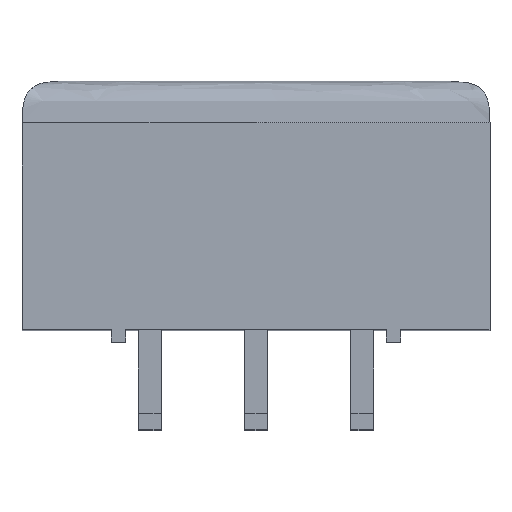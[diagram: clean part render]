
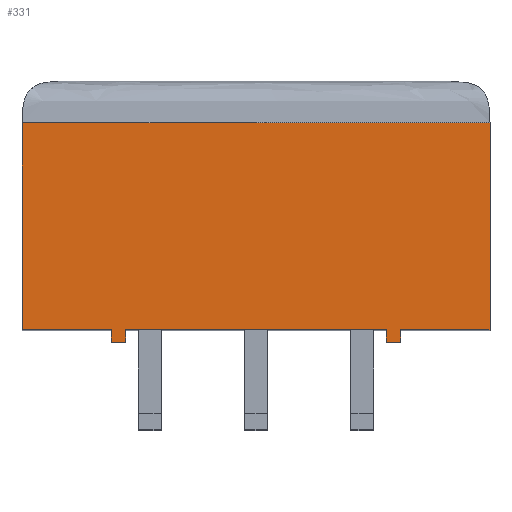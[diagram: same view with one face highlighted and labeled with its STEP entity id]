
A CAD part, top view. The second image highlights one B-rep face of the part: STEP entity #331.
In plain terms, the highlighted planar face has unit normal (0, 0, 1).
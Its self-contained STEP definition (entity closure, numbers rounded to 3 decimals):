
#18 = ORIENTED_EDGE ( 'NONE', *, *, #3253, .T. ) ;
#64 = DIRECTION ( 'NONE',  ( 0., 1., 0. ) ) ;
#116 = CARTESIAN_POINT ( 'NONE',  ( 5.6, 4.95, 6.2 ) ) ;
#184 = DIRECTION ( 'NONE',  ( 0., -1., 0. ) ) ;
#219 = VECTOR ( 'NONE', #5513, 1000. ) ;
#256 = VERTEX_POINT ( 'NONE', #3795 ) ;
#280 = VERTEX_POINT ( 'NONE', #927 ) ;
#331 = ADVANCED_FACE ( 'NONE', ( #1840 ), #3541, .F. ) ;
#388 = VECTOR ( 'NONE', #64, 1000. ) ;
#475 = VECTOR ( 'NONE', #4017, 1000. ) ;
#581 = DIRECTION ( 'NONE',  ( 1., 0., 0. ) ) ;
#588 = CARTESIAN_POINT ( 'NONE',  ( 3.461, -0.3, 6.2 ) ) ;
#677 = CARTESIAN_POINT ( 'NONE',  ( -5.6, 0., 6.2 ) ) ;
#679 = ORIENTED_EDGE ( 'NONE', *, *, #5250, .T. ) ;
#810 = CARTESIAN_POINT ( 'NONE',  ( -5.6, 0., 6.2 ) ) ;
#813 = CARTESIAN_POINT ( 'NONE',  ( -3.461, 0., 6.2 ) ) ;
#816 = LINE ( 'NONE', #3848, #388 ) ;
#882 = CARTESIAN_POINT ( 'NONE',  ( -5.6, 0., 6.2 ) ) ;
#927 = CARTESIAN_POINT ( 'NONE',  ( 3.119, 0., 6.2 ) ) ;
#957 = VERTEX_POINT ( 'NONE', #2169 ) ;
#983 = ORIENTED_EDGE ( 'NONE', *, *, #1017, .T. ) ;
#1017 = EDGE_CURVE ( 'NONE', #1842, #4955, #816, .T. ) ;
#1059 = DIRECTION ( 'NONE',  ( 0., -1., 0. ) ) ;
#1099 = DIRECTION ( 'NONE',  ( -1., 0., 0. ) ) ;
#1167 = EDGE_CURVE ( 'NONE', #256, #5436, #4424, .T. ) ;
#1235 = VERTEX_POINT ( 'NONE', #677 ) ;
#1267 = LINE ( 'NONE', #810, #219 ) ;
#1312 = EDGE_CURVE ( 'NONE', #1235, #4580, #1267, .T. ) ;
#1331 = CARTESIAN_POINT ( 'NONE',  ( -3.461, 0., 6.2 ) ) ;
#1365 = CARTESIAN_POINT ( 'NONE',  ( -5.6, 4.95, 6.2 ) ) ;
#1428 = CARTESIAN_POINT ( 'NONE',  ( -3.119, -0.3, 6.2 ) ) ;
#1461 = DIRECTION ( 'NONE',  ( 0., 0., -1. ) ) ;
#1550 = LINE ( 'NONE', #4953, #2772 ) ;
#1570 = EDGE_CURVE ( 'NONE', #3650, #3820, #4582, .T. ) ;
#1738 = ORIENTED_EDGE ( 'NONE', *, *, #4840, .F. ) ;
#1789 = VECTOR ( 'NONE', #1059, 1000. ) ;
#1793 = LINE ( 'NONE', #1331, #4994 ) ;
#1840 = FACE_OUTER_BOUND ( 'NONE', #2006, .T. ) ;
#1842 = VERTEX_POINT ( 'NONE', #1428 ) ;
#2006 = EDGE_LOOP ( 'NONE', ( #4366, #2297, #18, #4251, #679, #3509, #983, #2401, #5114, #3644, #1738, #5012 ) ) ;
#2043 = CARTESIAN_POINT ( 'NONE',  ( 5.6, 0., 6.2 ) ) ;
#2073 = LINE ( 'NONE', #2862, #4887 ) ;
#2169 = CARTESIAN_POINT ( 'NONE',  ( 3.461, 0., 6.2 ) ) ;
#2256 = DIRECTION ( 'NONE',  ( 1., 0., 0. ) ) ;
#2297 = ORIENTED_EDGE ( 'NONE', *, *, #3106, .T. ) ;
#2320 = LINE ( 'NONE', #2695, #1789 ) ;
#2330 = LINE ( 'NONE', #4386, #3828 ) ;
#2401 = ORIENTED_EDGE ( 'NONE', *, *, #4460, .T. ) ;
#2438 = EDGE_CURVE ( 'NONE', #3706, #1842, #5241, .T. ) ;
#2476 = CARTESIAN_POINT ( 'NONE',  ( 5.6, 5.95, 6.2 ) ) ;
#2496 = CARTESIAN_POINT ( 'NONE',  ( 5.6, 4.95, 6.2 ) ) ;
#2695 = CARTESIAN_POINT ( 'NONE',  ( -5.6, 5.95, 6.2 ) ) ;
#2772 = VECTOR ( 'NONE', #184, 1000. ) ;
#2862 = CARTESIAN_POINT ( 'NONE',  ( 3.119, 0., 6.2 ) ) ;
#2880 = VECTOR ( 'NONE', #2256, 1000. ) ;
#2890 = DIRECTION ( 'NONE',  ( 0., 1., 0. ) ) ;
#2899 = VECTOR ( 'NONE', #3728, 1000. ) ;
#3043 = CARTESIAN_POINT ( 'NONE',  ( 3.119, -0.3, 6.2 ) ) ;
#3092 = AXIS2_PLACEMENT_3D ( 'NONE', #5287, #1461, #1099 ) ;
#3106 = EDGE_CURVE ( 'NONE', #3650, #3923, #3580, .T. ) ;
#3253 = EDGE_CURVE ( 'NONE', #3923, #1235, #2320, .T. ) ;
#3366 = CARTESIAN_POINT ( 'NONE',  ( -3.119, 0., 6.2 ) ) ;
#3509 = ORIENTED_EDGE ( 'NONE', *, *, #2438, .T. ) ;
#3516 = CARTESIAN_POINT ( 'NONE',  ( -3.461, -0.3, 6.2 ) ) ;
#3541 = PLANE ( 'NONE',  #3092 ) ;
#3580 = B_SPLINE_CURVE_WITH_KNOTS ( 'NONE', 3,
 ( #2496, #4554, #4086, #5420 ),
 .UNSPECIFIED., .F., .F.,
 ( 4, 4 ),
 ( 0., 1. ),
 .UNSPECIFIED. ) ;
#3644 = ORIENTED_EDGE ( 'NONE', *, *, #1167, .F. ) ;
#3650 = VERTEX_POINT ( 'NONE', #116 ) ;
#3706 = VERTEX_POINT ( 'NONE', #5231 ) ;
#3728 = DIRECTION ( 'NONE',  ( 0., -1., 0. ) ) ;
#3729 = EDGE_CURVE ( 'NONE', #957, #3820, #2330, .T. ) ;
#3795 = CARTESIAN_POINT ( 'NONE',  ( 3.461, -0.3, 6.2 ) ) ;
#3820 = VERTEX_POINT ( 'NONE', #2043 ) ;
#3825 = EDGE_CURVE ( 'NONE', #5436, #280, #2073, .T. ) ;
#3828 = VECTOR ( 'NONE', #581, 1000. ) ;
#3848 = CARTESIAN_POINT ( 'NONE',  ( -3.119, 0., 6.2 ) ) ;
#3923 = VERTEX_POINT ( 'NONE', #1365 ) ;
#3940 = DIRECTION ( 'NONE',  ( 0., -1., 0. ) ) ;
#4017 = DIRECTION ( 'NONE',  ( -1., 0., 0. ) ) ;
#4086 = CARTESIAN_POINT ( 'NONE',  ( -1.867, 4.95, 6.2 ) ) ;
#4251 = ORIENTED_EDGE ( 'NONE', *, *, #1312, .T. ) ;
#4366 = ORIENTED_EDGE ( 'NONE', *, *, #1570, .F. ) ;
#4386 = CARTESIAN_POINT ( 'NONE',  ( -5.6, 0., 6.2 ) ) ;
#4424 = LINE ( 'NONE', #588, #475 ) ;
#4460 = EDGE_CURVE ( 'NONE', #4955, #280, #4711, .T. ) ;
#4554 = CARTESIAN_POINT ( 'NONE',  ( 1.867, 4.95, 6.2 ) ) ;
#4580 = VERTEX_POINT ( 'NONE', #813 ) ;
#4582 = LINE ( 'NONE', #2476, #2899 ) ;
#4711 = LINE ( 'NONE', #882, #5256 ) ;
#4742 = DIRECTION ( 'NONE',  ( 1., 0., 0. ) ) ;
#4840 = EDGE_CURVE ( 'NONE', #957, #256, #1550, .T. ) ;
#4887 = VECTOR ( 'NONE', #2890, 1000. ) ;
#4953 = CARTESIAN_POINT ( 'NONE',  ( 3.461, 0., 6.2 ) ) ;
#4955 = VERTEX_POINT ( 'NONE', #3366 ) ;
#4994 = VECTOR ( 'NONE', #3940, 1000. ) ;
#5012 = ORIENTED_EDGE ( 'NONE', *, *, #3729, .T. ) ;
#5114 = ORIENTED_EDGE ( 'NONE', *, *, #3825, .F. ) ;
#5231 = CARTESIAN_POINT ( 'NONE',  ( -3.461, -0.3, 6.2 ) ) ;
#5241 = LINE ( 'NONE', #3516, #2880 ) ;
#5250 = EDGE_CURVE ( 'NONE', #4580, #3706, #1793, .T. ) ;
#5256 = VECTOR ( 'NONE', #4742, 1000. ) ;
#5287 = CARTESIAN_POINT ( 'NONE',  ( -5.6, 5.95, 6.2 ) ) ;
#5420 = CARTESIAN_POINT ( 'NONE',  ( -5.6, 4.95, 6.2 ) ) ;
#5436 = VERTEX_POINT ( 'NONE', #3043 ) ;
#5513 = DIRECTION ( 'NONE',  ( 1., 0., 0. ) ) ;
